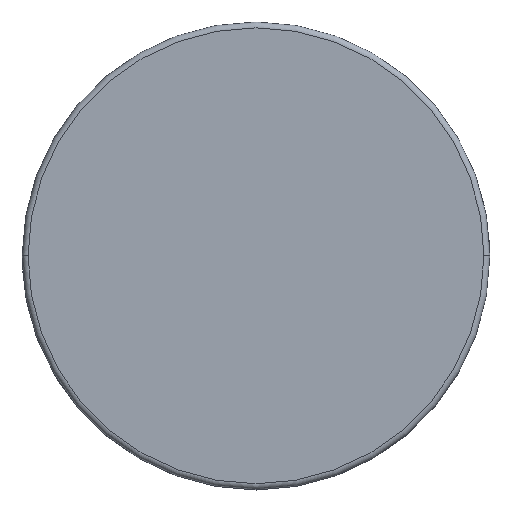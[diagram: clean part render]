
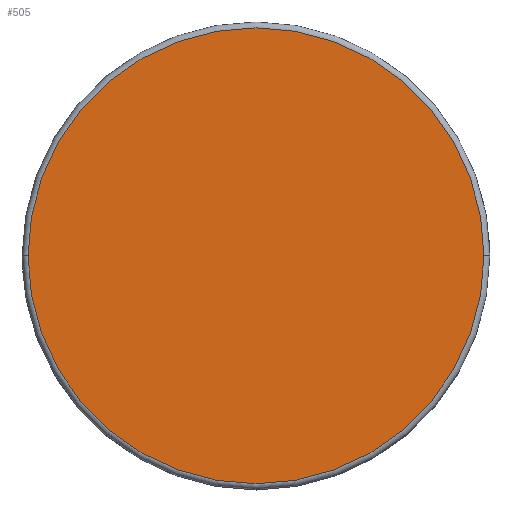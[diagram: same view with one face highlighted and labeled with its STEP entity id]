
A CAD part, top view. The second image highlights one B-rep face of the part: STEP entity #505.
In plain terms, the highlighted planar face has unit normal (0, 0, 1).
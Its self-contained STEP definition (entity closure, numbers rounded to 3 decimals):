
#375=CARTESIAN_POINT('',(0.,0.,2.));
#376=DIRECTION('',(0.,0.,-1.));
#377=DIRECTION('',(1.,0.,0.));
#378=AXIS2_PLACEMENT_3D('',#375,#376,#377);
#380=CARTESIAN_POINT('',(0.,0.,2.));
#381=DIRECTION('',(0.,0.,-1.));
#382=DIRECTION('',(-1.,0.,0.));
#383=AXIS2_PLACEMENT_3D('',#380,#381,#382);
#415=CARTESIAN_POINT('',(-1.95,0.,2.));
#416=CARTESIAN_POINT('',(1.95,0.,2.));
#417=VERTEX_POINT('',#415);
#418=VERTEX_POINT('',#416);
#495=CARTESIAN_POINT('',(0.,0.,2.));
#496=DIRECTION('',(0.,0.,1.));
#497=DIRECTION('',(1.,0.,0.));
#498=AXIS2_PLACEMENT_3D('',#495,#496,#497);
#499=PLANE('',#498);
#501=ORIENTED_EDGE('',*,*,#500,.T.);
#502=ORIENTED_EDGE('',*,*,#485,.T.);
#503=EDGE_LOOP('',(#501,#502));
#504=FACE_OUTER_BOUND('',#503,.F.);
#505=ADVANCED_FACE('',(#504),#499,.T.);
#379=CIRCLE('',#378,1.95);
#384=CIRCLE('',#383,1.95);
#485=EDGE_CURVE('',#417,#418,#384,.T.);
#500=EDGE_CURVE('',#418,#417,#379,.T.);
